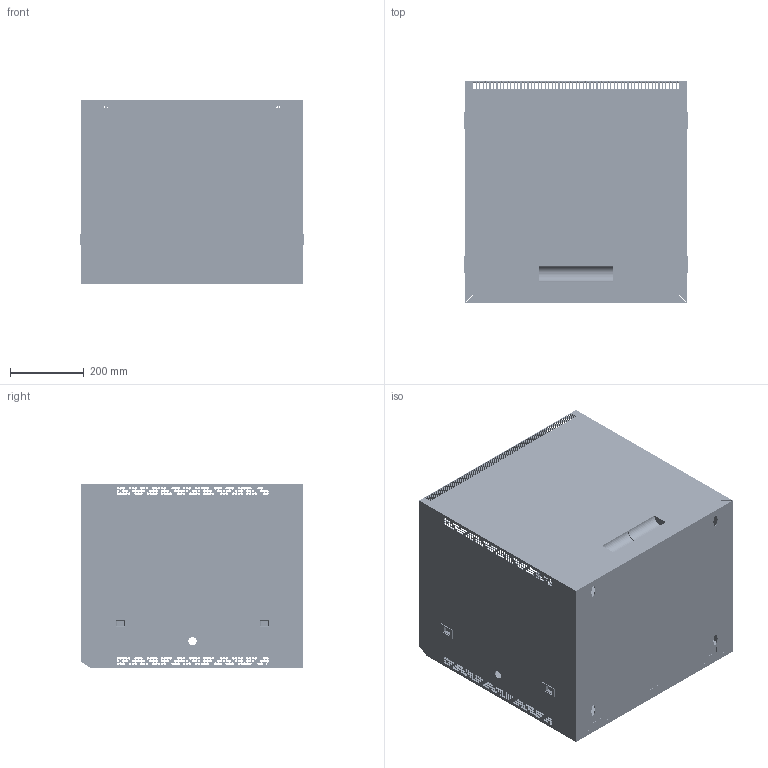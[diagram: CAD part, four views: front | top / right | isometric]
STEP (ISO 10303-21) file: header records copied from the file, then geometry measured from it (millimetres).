
FILE_DESCRIPTION (( 'STEP AP214' ), '1' );
FILE_NAME ('RP00025-9.STEP', '2018-11-27T20:17:51', ( '' ), ( '' ), 'SwSTEP 2.0', 'SolidWorks 2017', '' );
FILE_SCHEMA (( 'AUTOMOTIVE_DESIGN' ));
Length unit declared in the file: inch
Products named in the file (1): RP00025-9
Bounding box: 605.08 x 600 x 500 mm (x, y, z)
Volume: 3371224.7 mm3; surface area: 3487461.8 mm2
Topology: 22 solids, 22 shells, 3914 faces, 12140 edges, 7990 vertices
Faces by surface type: cylinder 2269, plane 1645
Entity records: 188796 total; most frequent: DIRECTION 24657, CARTESIAN_POINT 24486, ORIENTED_EDGE 24280, EDGE_CURVE 12140, AXIS2_PLACEMENT_3D 8749, VERTEX_POINT 7990, LINE 7159, VECTOR 7159
